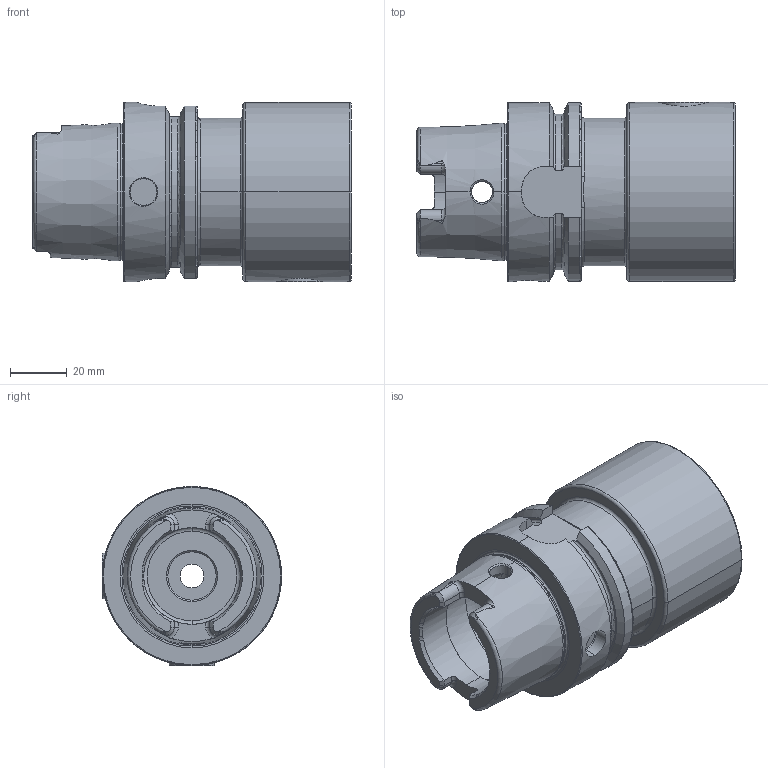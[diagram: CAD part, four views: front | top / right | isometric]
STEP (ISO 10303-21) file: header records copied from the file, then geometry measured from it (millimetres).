
FILE_DESCRIPTION (( 'STEP AP203' ), '1' );
FILE_NAME ('HA6.WH6.K01.080.STEP', '2013-03-26T15:10:58', ( 'baer' ), ( 'Hewlett-Packard Company' ), 'SwSTEP 2.0', 'SolidWorks 2012', '' );
FILE_SCHEMA (( 'CONFIG_CONTROL_DESIGN' ));
Length unit declared in the file: millimetre
Products named in the file (3): WH6-ER1.001.021; HA6-WH6.K01.080_A; HA6.WH6.K01.080
Assembly tree (3 placements, depth 2):
  HA6.WH6.K01.080
    HA6-WH6.K01.080_A
    WH6-ER1.001.021  x2
Bounding box: 111.9 x 63 x 63 mm (x, y, z)
Volume: 192882.2 mm3; surface area: 42692.8 mm2
Topology: 3 solids, 3 shells, 225 faces, 577 edges, 360 vertices
Faces by surface type: plane 67, cylinder 59, torus 47, cone 34, bspline 18
Entity records: 9032 total; most frequent: CARTESIAN_POINT 3771, ORIENTED_EDGE 1090, DIRECTION 980, EDGE_CURVE 545, AXIS2_PLACEMENT_3D 402, VERTEX_POINT 340, EDGE_LOOP 221, ADVANCED_FACE 210
